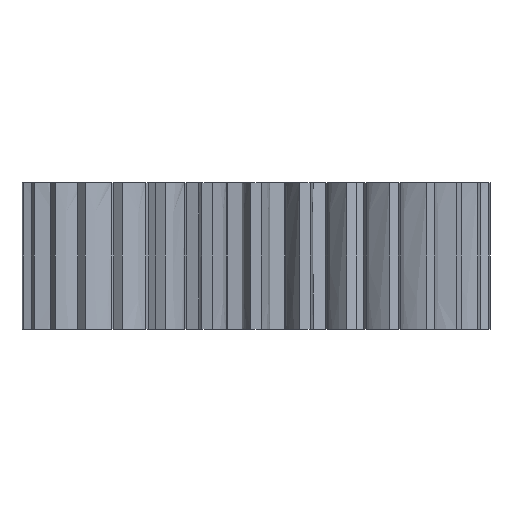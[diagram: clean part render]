
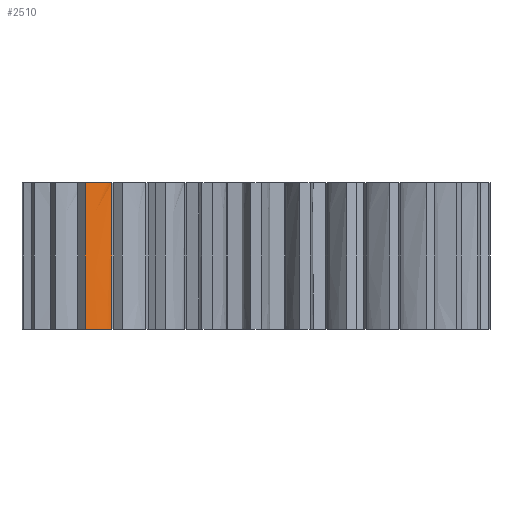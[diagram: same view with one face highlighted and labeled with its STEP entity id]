
A CAD part, left-side view. The second image highlights one B-rep face of the part: STEP entity #2510.
In plain terms, the highlighted face is a extrusion surface.
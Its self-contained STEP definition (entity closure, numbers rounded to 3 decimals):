
#2486 = VERTEX_POINT('',#2487);
#2487 = CARTESIAN_POINT('',(1.911,5.82,5.));
#2492 = EDGE_CURVE('',#2493,#2486,#2495,.T.);
#2493 = VERTEX_POINT('',#2494);
#2494 = CARTESIAN_POINT('',(1.911,5.82,0.));
#2495 = LINE('',#2496,#2497);
#2496 = CARTESIAN_POINT('',(1.911,5.82,0.));
#2497 = VECTOR('',#2498,1.);
#2498 = DIRECTION('',(0.,0.,1.));
#2510 = ADVANCED_FACE('',(#2511),#2546,.F.);
#2511 = FACE_BOUND('',#2512,.F.);
#2512 = EDGE_LOOP('',(#2513,#2514,#2527,#2535));
#2513 = ORIENTED_EDGE('',*,*,#2492,.T.);
#2514 = ORIENTED_EDGE('',*,*,#2515,.T.);
#2515 = EDGE_CURVE('',#2486,#2516,#2518,.T.);
#2516 = VERTEX_POINT('',#2517);
#2517 = CARTESIAN_POINT('',(2.343,4.909,5.));
#2518 = B_SPLINE_CURVE_WITH_KNOTS('',3,(#2519,#2520,#2521,#2522,#2523,
    #2524,#2525,#2526),.UNSPECIFIED.,.F.,.F.,(4,1,1,1,1,4),(0.,
    0.366,0.65,0.854,0.976,
    1.016),.UNSPECIFIED.);
#2519 = CARTESIAN_POINT('',(1.911,5.82,5.));
#2520 = CARTESIAN_POINT('',(1.944,5.703,5.));
#2521 = CARTESIAN_POINT('',(2.009,5.495,5.));
#2522 = CARTESIAN_POINT('',(2.125,5.235,5.));
#2523 = CARTESIAN_POINT('',(2.227,5.059,5.));
#2524 = CARTESIAN_POINT('',(2.297,4.959,5.));
#2525 = CARTESIAN_POINT('',(2.333,4.919,5.));
#2526 = CARTESIAN_POINT('',(2.343,4.909,5.));
#2527 = ORIENTED_EDGE('',*,*,#2528,.F.);
#2528 = EDGE_CURVE('',#2529,#2516,#2531,.T.);
#2529 = VERTEX_POINT('',#2530);
#2530 = CARTESIAN_POINT('',(2.343,4.909,0.));
#2531 = LINE('',#2532,#2533);
#2532 = CARTESIAN_POINT('',(2.343,4.909,0.));
#2533 = VECTOR('',#2534,1.);
#2534 = DIRECTION('',(0.,0.,1.));
#2535 = ORIENTED_EDGE('',*,*,#2536,.F.);
#2536 = EDGE_CURVE('',#2493,#2529,#2537,.T.);
#2537 = B_SPLINE_CURVE_WITH_KNOTS('',3,(#2538,#2539,#2540,#2541,#2542,
    #2543,#2544,#2545),.UNSPECIFIED.,.F.,.F.,(4,1,1,1,1,4),(0.,
    0.366,0.65,0.854,0.976,
    1.016),.UNSPECIFIED.);
#2538 = CARTESIAN_POINT('',(1.911,5.82,0.));
#2539 = CARTESIAN_POINT('',(1.944,5.703,0.));
#2540 = CARTESIAN_POINT('',(2.009,5.495,0.));
#2541 = CARTESIAN_POINT('',(2.125,5.235,0.));
#2542 = CARTESIAN_POINT('',(2.227,5.059,0.));
#2543 = CARTESIAN_POINT('',(2.297,4.959,0.));
#2544 = CARTESIAN_POINT('',(2.333,4.919,0.));
#2545 = CARTESIAN_POINT('',(2.343,4.909,0.));
#2546 = SURFACE_OF_LINEAR_EXTRUSION('',#2547,#2556);
#2547 = B_SPLINE_CURVE_WITH_KNOTS('',3,(#2548,#2549,#2550,#2551,#2552,
    #2553,#2554,#2555),.UNSPECIFIED.,.F.,.F.,(4,1,1,1,1,4),(0.,
    0.366,0.65,0.854,0.976,
    1.016),.UNSPECIFIED.);
#2548 = CARTESIAN_POINT('',(1.911,5.82,0.));
#2549 = CARTESIAN_POINT('',(1.944,5.703,0.));
#2550 = CARTESIAN_POINT('',(2.009,5.495,0.));
#2551 = CARTESIAN_POINT('',(2.125,5.235,0.));
#2552 = CARTESIAN_POINT('',(2.227,5.059,0.));
#2553 = CARTESIAN_POINT('',(2.297,4.959,0.));
#2554 = CARTESIAN_POINT('',(2.333,4.919,0.));
#2555 = CARTESIAN_POINT('',(2.343,4.909,0.));
#2556 = VECTOR('',#2557,1.);
#2557 = DIRECTION('',(-0.,-0.,-1.));
